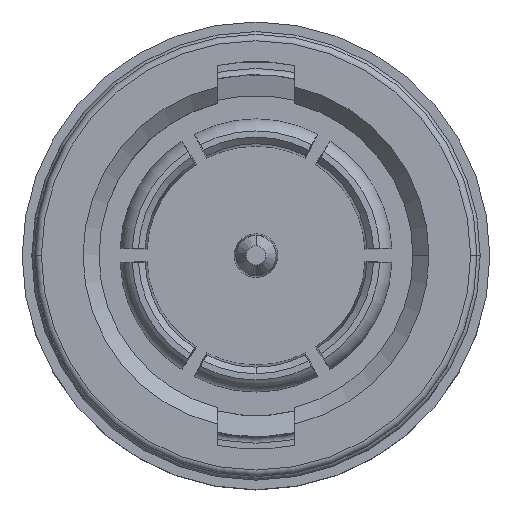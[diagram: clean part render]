
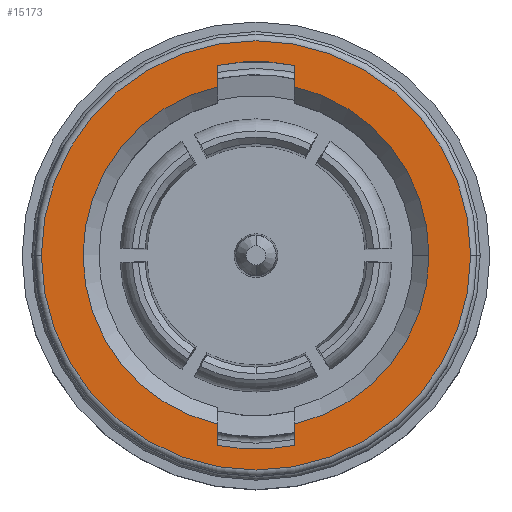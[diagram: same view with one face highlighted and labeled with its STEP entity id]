
A CAD part, top view. The second image highlights one B-rep face of the part: STEP entity #15173.
In plain terms, the highlighted planar face has unit normal (0, 0, 1).
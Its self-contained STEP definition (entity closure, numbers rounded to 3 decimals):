
#5 = CIRCLE ( 'NONE', #9776, 6.05 ) ;
#216 = CARTESIAN_POINT ( 'NONE',  ( 1.2, -5.93, 0.85 ) ) ;
#403 = CARTESIAN_POINT ( 'NONE',  ( -1.2, 5.265, 0.85 ) ) ;
#542 = VERTEX_POINT ( 'NONE', #4505 ) ;
#585 = CARTESIAN_POINT ( 'NONE',  ( 0., 0., 0.85 ) ) ;
#606 = EDGE_CURVE ( 'NONE', #14656, #3463, #13109, .T. ) ;
#625 = DIRECTION ( 'NONE',  ( 0., 0., 1. ) ) ;
#887 = DIRECTION ( 'NONE',  ( 0., 0., 1. ) ) ;
#928 = EDGE_CURVE ( 'NONE', #15375, #14656, #5038, .T. ) ;
#1004 = CARTESIAN_POINT ( 'NONE',  ( 1.2, -5.265, 0.85 ) ) ;
#1030 = CARTESIAN_POINT ( 'NONE',  ( 1.2, 5.265, 0.85 ) ) ;
#1687 = VERTEX_POINT ( 'NONE', #13214 ) ;
#1815 = ORIENTED_EDGE ( 'NONE', *, *, #12394, .F. ) ;
#1844 = DIRECTION ( 'NONE',  ( -1., 0., 0. ) ) ;
#1889 = CARTESIAN_POINT ( 'NONE',  ( 0., 0., 0.85 ) ) ;
#1961 = FACE_BOUND ( 'NONE', #12963, .T. ) ;
#2048 = DIRECTION ( 'NONE',  ( 1., 0., 0. ) ) ;
#2141 = CARTESIAN_POINT ( 'NONE',  ( -1.2, 4.751, 0.85 ) ) ;
#2152 = LINE ( 'NONE', #12039, #5085 ) ;
#2363 = EDGE_CURVE ( 'NONE', #3463, #14691, #3091, .T. ) ;
#2602 = LINE ( 'NONE', #5866, #12206 ) ;
#2608 = EDGE_LOOP ( 'NONE', ( #3205, #6411 ) ) ;
#2906 = EDGE_CURVE ( 'NONE', #11747, #15375, #13198, .T. ) ;
#3039 = PLANE ( 'NONE',  #5093 ) ;
#3091 = CIRCLE ( 'NONE', #11959, 6.05 ) ;
#3146 = DIRECTION ( 'NONE',  ( -1., 0., 0. ) ) ;
#3205 = ORIENTED_EDGE ( 'NONE', *, *, #15529, .T. ) ;
#3463 = VERTEX_POINT ( 'NONE', #7812 ) ;
#3485 = VECTOR ( 'NONE', #5828, 1000. ) ;
#3609 = DIRECTION ( 'NONE',  ( 0., 0., 1. ) ) ;
#4194 = EDGE_CURVE ( 'NONE', #542, #7347, #6028, .T. ) ;
#4475 = CIRCLE ( 'NONE', #11525, 6.7 ) ;
#4505 = CARTESIAN_POINT ( 'NONE',  ( 6.7, 0., 0.85 ) ) ;
#4927 = CARTESIAN_POINT ( 'NONE',  ( -1.2, 5.93, 0.85 ) ) ;
#5038 = CIRCLE ( 'NONE', #6885, 5.4 ) ;
#5085 = VECTOR ( 'NONE', #14180, 1000. ) ;
#5093 = AXIS2_PLACEMENT_3D ( 'NONE', #585, #9334, #1844 ) ;
#5288 = ORIENTED_EDGE ( 'NONE', *, *, #13870, .F. ) ;
#5374 = DIRECTION ( 'NONE',  ( 0., 1., 0. ) ) ;
#5568 = ORIENTED_EDGE ( 'NONE', *, *, #928, .F. ) ;
#5828 = DIRECTION ( 'NONE',  ( 0., -1., 0. ) ) ;
#5843 = CARTESIAN_POINT ( 'NONE',  ( -6.7, 0., 0.85 ) ) ;
#5866 = CARTESIAN_POINT ( 'NONE',  ( 1.2, -4.751, 0.85 ) ) ;
#6028 = CIRCLE ( 'NONE', #8841, 6.7 ) ;
#6041 = EDGE_CURVE ( 'NONE', #14691, #6780, #2602, .T. ) ;
#6411 = ORIENTED_EDGE ( 'NONE', *, *, #4194, .T. ) ;
#6780 = VERTEX_POINT ( 'NONE', #1004 ) ;
#6885 = AXIS2_PLACEMENT_3D ( 'NONE', #11107, #3609, #12386 ) ;
#7107 = ORIENTED_EDGE ( 'NONE', *, *, #12833, .F. ) ;
#7304 = ORIENTED_EDGE ( 'NONE', *, *, #11091, .F. ) ;
#7347 = VERTEX_POINT ( 'NONE', #5843 ) ;
#7362 = CARTESIAN_POINT ( 'NONE',  ( 0., 0., 0.85 ) ) ;
#7506 = CARTESIAN_POINT ( 'NONE',  ( 0., 0., 0.85 ) ) ;
#7716 = CARTESIAN_POINT ( 'NONE',  ( -1.2, -5.265, 0.85 ) ) ;
#7723 = CIRCLE ( 'NONE', #14684, 5.4 ) ;
#7746 = CARTESIAN_POINT ( 'NONE',  ( 1.2, 5.93, 0.85 ) ) ;
#7812 = CARTESIAN_POINT ( 'NONE',  ( -1.2, -5.93, 0.85 ) ) ;
#8130 = CARTESIAN_POINT ( 'NONE',  ( 0., 0., 0.85 ) ) ;
#8186 = CIRCLE ( 'NONE', #15789, 5.4 ) ;
#8608 = DIRECTION ( 'NONE',  ( 1., 0., 0. ) ) ;
#8754 = DIRECTION ( 'NONE',  ( -1., 0., 0. ) ) ;
#8813 = CARTESIAN_POINT ( 'NONE',  ( 0., 0., 0.85 ) ) ;
#8841 = AXIS2_PLACEMENT_3D ( 'NONE', #15728, #16121, #9849 ) ;
#9334 = DIRECTION ( 'NONE',  ( 0., 0., -1. ) ) ;
#9389 = DIRECTION ( 'NONE',  ( 1., 0., 0. ) ) ;
#9600 = CARTESIAN_POINT ( 'NONE',  ( -1.2, -4.751, 0.85 ) ) ;
#9712 = ORIENTED_EDGE ( 'NONE', *, *, #606, .F. ) ;
#9776 = AXIS2_PLACEMENT_3D ( 'NONE', #7506, #16293, #8754 ) ;
#9838 = VECTOR ( 'NONE', #15954, 1000. ) ;
#9849 = DIRECTION ( 'NONE',  ( -1., 0., 0. ) ) ;
#10651 = DIRECTION ( 'NONE',  ( 0., 0., 1. ) ) ;
#11091 = EDGE_CURVE ( 'NONE', #6780, #1687, #7723, .T. ) ;
#11107 = CARTESIAN_POINT ( 'NONE',  ( 0., 0., 0.85 ) ) ;
#11525 = AXIS2_PLACEMENT_3D ( 'NONE', #1889, #10651, #3146 ) ;
#11747 = VERTEX_POINT ( 'NONE', #4927 ) ;
#11959 = AXIS2_PLACEMENT_3D ( 'NONE', #8813, #887, #2048 ) ;
#12039 = CARTESIAN_POINT ( 'NONE',  ( 1.2, 4.751, 0.85 ) ) ;
#12206 = VECTOR ( 'NONE', #5374, 1000. ) ;
#12386 = DIRECTION ( 'NONE',  ( 1., 0., 0. ) ) ;
#12394 = EDGE_CURVE ( 'NONE', #14996, #15353, #2152, .T. ) ;
#12832 = ORIENTED_EDGE ( 'NONE', *, *, #6041, .F. ) ;
#12833 = EDGE_CURVE ( 'NONE', #15353, #11747, #5, .T. ) ;
#12963 = EDGE_LOOP ( 'NONE', ( #7107, #1815, #5288, #7304, #12832, #14343, #9712, #5568, #13810 ) ) ;
#13109 = LINE ( 'NONE', #9600, #3485 ) ;
#13198 = LINE ( 'NONE', #2141, #9838 ) ;
#13214 = CARTESIAN_POINT ( 'NONE',  ( 5.4, 0., 0.85 ) ) ;
#13810 = ORIENTED_EDGE ( 'NONE', *, *, #2906, .F. ) ;
#13870 = EDGE_CURVE ( 'NONE', #1687, #14996, #8186, .T. ) ;
#14180 = DIRECTION ( 'NONE',  ( 0., 1., 0. ) ) ;
#14343 = ORIENTED_EDGE ( 'NONE', *, *, #2363, .F. ) ;
#14656 = VERTEX_POINT ( 'NONE', #7716 ) ;
#14684 = AXIS2_PLACEMENT_3D ( 'NONE', #8130, #625, #9389 ) ;
#14691 = VERTEX_POINT ( 'NONE', #216 ) ;
#14934 = FACE_OUTER_BOUND ( 'NONE', #2608, .T. ) ;
#14996 = VERTEX_POINT ( 'NONE', #1030 ) ;
#15173 = ADVANCED_FACE ( 'NONE', ( #1961, #14934 ), #3039, .F. ) ;
#15353 = VERTEX_POINT ( 'NONE', #7746 ) ;
#15375 = VERTEX_POINT ( 'NONE', #403 ) ;
#15529 = EDGE_CURVE ( 'NONE', #7347, #542, #4475, .T. ) ;
#15728 = CARTESIAN_POINT ( 'NONE',  ( 0., 0., 0.85 ) ) ;
#15789 = AXIS2_PLACEMENT_3D ( 'NONE', #7362, #16153, #8608 ) ;
#15954 = DIRECTION ( 'NONE',  ( 0., -1., 0. ) ) ;
#16121 = DIRECTION ( 'NONE',  ( 0., 0., 1. ) ) ;
#16153 = DIRECTION ( 'NONE',  ( 0., 0., 1. ) ) ;
#16293 = DIRECTION ( 'NONE',  ( 0., 0., 1. ) ) ;
